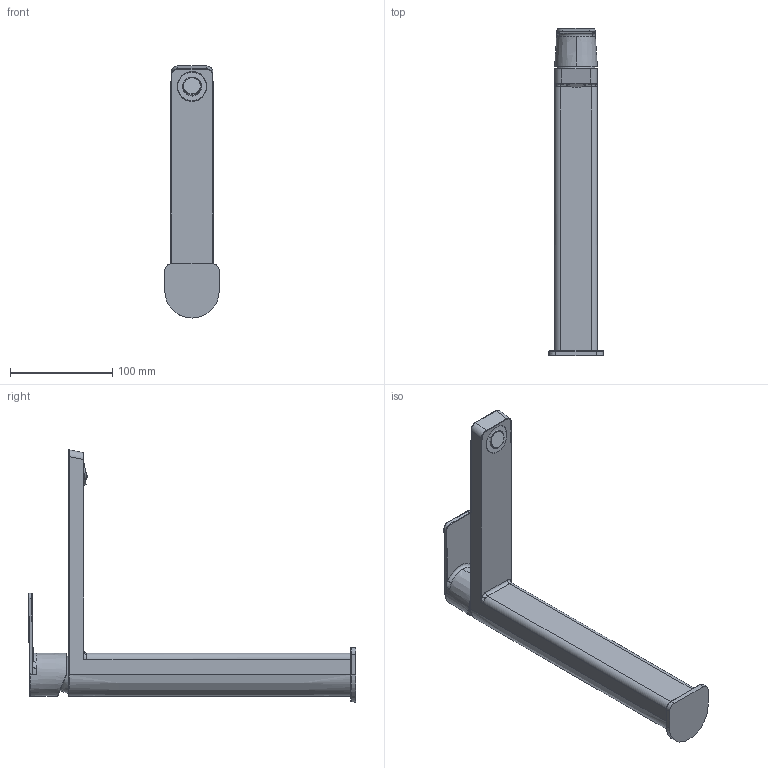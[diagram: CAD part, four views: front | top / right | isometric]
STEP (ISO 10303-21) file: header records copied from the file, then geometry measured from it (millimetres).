
FILE_DESCRIPTION (( 'STEP AP203' ), '1' );
FILE_NAME ('57102273(2021).STEP', '2020-10-22T06:39:51', ( '' ), ( '' ), 'SwSTEP 2.0', 'SolidWorks 2016', '' );
FILE_SCHEMA (( 'CONFIG_CONTROL_DESIGN' ));
Length unit declared in the file: millimetre
Products named in the file (1): 57102273(2021)
Bounding box: 53.17 x 320.49 x 246.47 mm (x, y, z)
Volume: 634815.5 mm3; surface area: 89845.2 mm2
Topology: 6 solids, 6 shells, 129 faces, 298 edges, 183 vertices
Faces by surface type: bspline 58, cylinder 35, plane 26, cone 8, torus 2
Entity records: 8550 total; most frequent: CARTESIAN_POINT 5937, ORIENTED_EDGE 590, DIRECTION 428, EDGE_CURVE 295, VERTEX_POINT 183, AXIS2_PLACEMENT_3D 170, EDGE_LOOP 134, FACE_OUTER_BOUND 129
